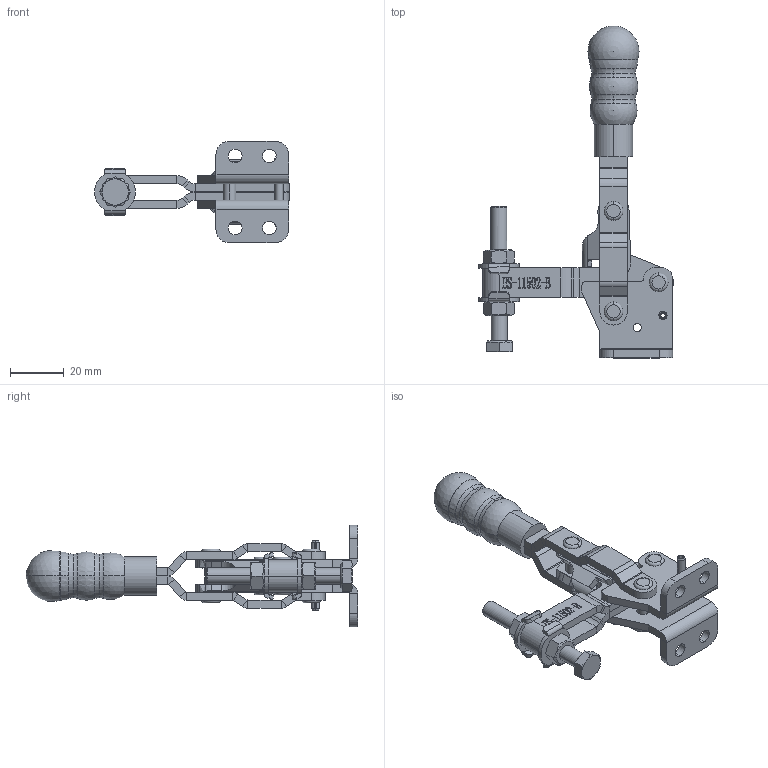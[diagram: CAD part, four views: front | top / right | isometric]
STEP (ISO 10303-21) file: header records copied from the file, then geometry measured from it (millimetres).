
FILE_DESCRIPTION (( 'STEP AP203' ), '1' );
FILE_NAME ('HS-11502-B.STEP', '2019-10-14T02:50:28', ( '微软用户' ), ( '微软中国' ), 'SwSTEP 2.0', 'SolidWorks 2012', '' );
FILE_SCHEMA (( 'CONFIG_CONTROL_DESIGN' ));
Length unit declared in the file: millimetre
Products named in the file (13): HS-11502-B; spring pin slotted heavy duty1 gb_GB_PARALLEL_PINS_TYPE6 3X26; hex nuts, style 1-grades ab gb_GB_FASTENER_NUT_SNAB1 M6-N; FW-141; hexagon head bolts-full thread gb_GB_FASTENER_BOLT_STBAB A M6X50-C; 酗种; 揤參; 忒梟; 忒參; 蟀裝; 傻种; 楊擘菁釱衵; 楊擘菁釱酘
Assembly tree (17 placements, depth 2):
  HS-11502-B
    楊擘菁釱酘
    楊擘菁釱衵
    傻种  x2
    蟀裝
    忒參
    忒梟  x2
    揤參
    酗种  x2
    hexagon head bolts-full thread gb_GB_FASTENER_BOLT_STBAB A M6X50-C
    FW-141  x2
    hex nuts, style 1-grades ab gb_GB_FASTENER_NUT_SNAB1 M6-N  x2
    spring pin slotted heavy duty1 gb_GB_PARALLEL_PINS_TYPE6 3X26
Bounding box: 72.52 x 123.49 x 37.8 mm (x, y, z)
Volume: 32129.9 mm3; surface area: 24130.1 mm2
Topology: 17 solids, 17 shells, 870 faces, 2208 edges, 1401 vertices
Faces by surface type: plane 473, cylinder 169, bspline 162, cone 32, torus 24, sphere 10
Entity records: 31151 total; most frequent: CARTESIAN_POINT 12302, ORIENTED_EDGE 3846, DIRECTION 3115, EDGE_CURVE 1923, VERTEX_POINT 1231, LINE 1213, VECTOR 1213, AXIS2_PLACEMENT_3D 951
